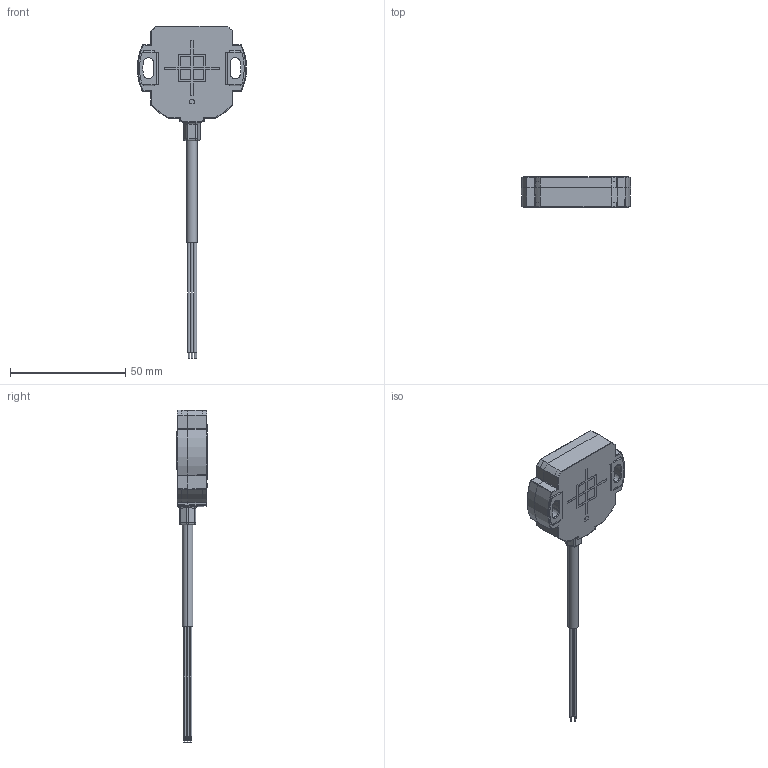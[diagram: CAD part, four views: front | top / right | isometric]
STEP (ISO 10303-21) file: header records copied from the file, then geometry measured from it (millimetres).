
FILE_DESCRIPTION (( 'STEP AP214' ), '1' );
FILE_NAME ('RFC 4801 XXX XXX 251.STEP', '2007-03-07T10:52:37', ( 'novotechnik' ), ( 'novotechnik' ), 'SwSTEP 2.0', 'SolidWorks 2006233', '' );
FILE_SCHEMA (( 'AUTOMOTIVE_DESIGN' ));
Length unit declared in the file: millimetre
Products named in the file (7): 517...RFC_Stiftleiste~02_Standard; 517...RFC_Makromelt_Umspritzung_2_fuer_Kabel~06_Standard; 517..._RFC_Magnet-Abschirmblech~04_Standard; 517...RFC_Anschlußkabel~01_Einbau<Zeichnungsansicht>; 517...RFC_Stiftleiste_Kontaktstift~01_Standard; RFC 4801 XXX XXX 251; 517...RFC_Stiftleiste_Isolierkörper~01_Standard
Assembly tree (9 placements, depth 3):
  RFC 4801 XXX XXX 251
    517...RFC_Anschlußkabel~01_Einbau<Zeichnungsansicht>
    517...RFC_Makromelt_Umspritzung_2_fuer_Kabel~06_Standard
    517...RFC_Stiftleiste~02_Standard
      517...RFC_Stiftleiste_Kontaktstift~01_Standard  x4
      517...RFC_Stiftleiste_Isolierkörper~01_Standard
    517..._RFC_Magnet-Abschirmblech~04_Standard
Bounding box: 47.41 x 13.4 x 144.1 mm (x, y, z)
Volume: 12495.2 mm3; surface area: 17027.2 mm2
Topology: 8 solids, 8 shells, 989 faces, 2494 edges, 1531 vertices
Faces by surface type: plane 475, cylinder 290, bspline 111, torus 41, cone 38, sphere 34
Entity records: 30215 total; most frequent: CARTESIAN_POINT 7720, ORIENTED_EDGE 4736, DIRECTION 4411, EDGE_CURVE 2368, AXIS2_PLACEMENT_3D 1533, VERTEX_POINT 1471, LINE 1345, VECTOR 1345
